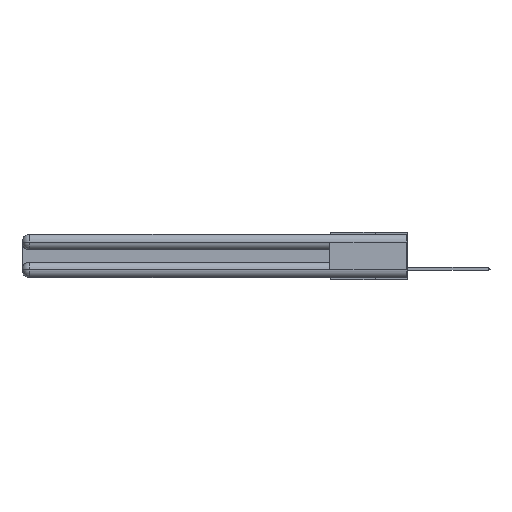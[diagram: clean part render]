
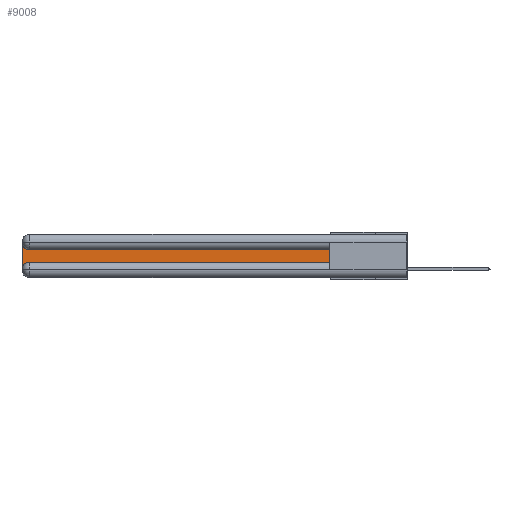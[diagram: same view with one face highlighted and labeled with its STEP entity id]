
A CAD part, left-side view. The second image highlights one B-rep face of the part: STEP entity #9008.
In plain terms, the highlighted planar face has unit normal (-1, 0, 0).
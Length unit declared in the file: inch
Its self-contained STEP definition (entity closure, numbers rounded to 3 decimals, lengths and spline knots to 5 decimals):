
#759 = DIRECTION ( 'NONE',  ( 0., 0., 1. ) ) ;
#2573 = VECTOR ( 'NONE', #18939, 39.37008 ) ;
#2655 = CARTESIAN_POINT ( 'NONE',  ( 0.075, 0.6, -0.1225 ) ) ;
#3099 = CARTESIAN_POINT ( 'NONE',  ( 0.075, 2.94, -0.1225 ) ) ;
#3215 = CARTESIAN_POINT ( 'NONE',  ( 0.075, 2.94, -0.2775 ) ) ;
#3807 = ORIENTED_EDGE ( 'NONE', *, *, #28593, .T. ) ;
#4498 = DIRECTION ( 'NONE',  ( 1., 0., 0. ) ) ;
#5238 = CARTESIAN_POINT ( 'NONE',  ( 0.075, 0.6, -0.2175 ) ) ;
#5658 = CIRCLE ( 'NONE', #9362, 0.06 ) ;
#6317 = EDGE_CURVE ( 'NONE', #27478, #13054, #25604, .T. ) ;
#7918 = DIRECTION ( 'NONE',  ( 0., 0., -1. ) ) ;
#7926 = PLANE ( 'NONE',  #20752 ) ;
#8980 = LINE ( 'NONE', #23915, #9709 ) ;
#9008 = ADVANCED_FACE ( 'NONE', ( #26525 ), #7926, .F. ) ;
#9362 = AXIS2_PLACEMENT_3D ( 'NONE', #25489, #4498, #11731 ) ;
#9709 = VECTOR ( 'NONE', #759, 39.37008 ) ;
#10499 = CARTESIAN_POINT ( 'NONE',  ( 0.075, 2.94, -0.2175 ) ) ;
#11731 = DIRECTION ( 'NONE',  ( 0., 0., -1. ) ) ;
#12967 = ORIENTED_EDGE ( 'NONE', *, *, #27791, .T. ) ;
#13054 = VERTEX_POINT ( 'NONE', #28170 ) ;
#13062 = CARTESIAN_POINT ( 'NONE',  ( 0.075, 3., -0.0625 ) ) ;
#14560 = VERTEX_POINT ( 'NONE', #10499 ) ;
#14591 = CARTESIAN_POINT ( 'NONE',  ( 0.075, 3., -0.2175 ) ) ;
#14912 = EDGE_CURVE ( 'NONE', #14560, #19625, #20453, .T. ) ;
#15387 = VECTOR ( 'NONE', #27903, 39.37008 ) ;
#15445 = CIRCLE ( 'NONE', #30075, 0.06 ) ;
#15501 = EDGE_CURVE ( 'NONE', #18616, #24908, #16059, .T. ) ;
#16059 = LINE ( 'NONE', #2655, #2573 ) ;
#18616 = VERTEX_POINT ( 'NONE', #21252 ) ;
#18669 = EDGE_CURVE ( 'NONE', #19625, #18616, #8980, .T. ) ;
#18939 = DIRECTION ( 'NONE',  ( 0., 1., 0. ) ) ;
#19612 = CARTESIAN_POINT ( 'NONE',  ( 0.075, 3., -0.1225 ) ) ;
#19625 = VERTEX_POINT ( 'NONE', #5238 ) ;
#19702 = DIRECTION ( 'NONE',  ( 1., 0., 0. ) ) ;
#20453 = LINE ( 'NONE', #23130, #15387 ) ;
#20576 = ORIENTED_EDGE ( 'NONE', *, *, #14912, .T. ) ;
#20752 = AXIS2_PLACEMENT_3D ( 'NONE', #19612, #19702, #26670 ) ;
#21252 = CARTESIAN_POINT ( 'NONE',  ( 0.075, 0.6, -0.1225 ) ) ;
#22326 = VECTOR ( 'NONE', #23973, 39.37008 ) ;
#23130 = CARTESIAN_POINT ( 'NONE',  ( 0.075, 0.6, -0.2175 ) ) ;
#23915 = CARTESIAN_POINT ( 'NONE',  ( 0.075, 0.6, -0.2175 ) ) ;
#23973 = DIRECTION ( 'NONE',  ( 0., 0., -1. ) ) ;
#24367 = ORIENTED_EDGE ( 'NONE', *, *, #18669, .T. ) ;
#24908 = VERTEX_POINT ( 'NONE', #3099 ) ;
#25489 = CARTESIAN_POINT ( 'NONE',  ( 0.075, 2.94, -0.0625 ) ) ;
#25604 = LINE ( 'NONE', #14591, #22326 ) ;
#26525 = FACE_OUTER_BOUND ( 'NONE', #28756, .T. ) ;
#26670 = DIRECTION ( 'NONE',  ( 0., 0., -1. ) ) ;
#27478 = VERTEX_POINT ( 'NONE', #13062 ) ;
#27791 = EDGE_CURVE ( 'NONE', #24908, #27478, #5658, .T. ) ;
#27903 = DIRECTION ( 'NONE',  ( 0., -1., 0. ) ) ;
#28170 = CARTESIAN_POINT ( 'NONE',  ( 0.075, 3., -0.2775 ) ) ;
#28593 = EDGE_CURVE ( 'NONE', #13054, #14560, #15445, .T. ) ;
#28635 = ORIENTED_EDGE ( 'NONE', *, *, #6317, .T. ) ;
#28756 = EDGE_LOOP ( 'NONE', ( #29810, #12967, #28635, #3807, #20576, #24367 ) ) ;
#29107 = DIRECTION ( 'NONE',  ( 1., 0., 0. ) ) ;
#29810 = ORIENTED_EDGE ( 'NONE', *, *, #15501, .T. ) ;
#30075 = AXIS2_PLACEMENT_3D ( 'NONE', #3215, #29107, #7918 ) ;
